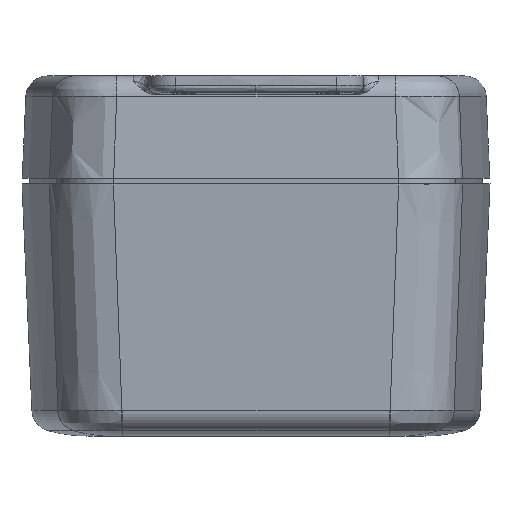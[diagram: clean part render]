
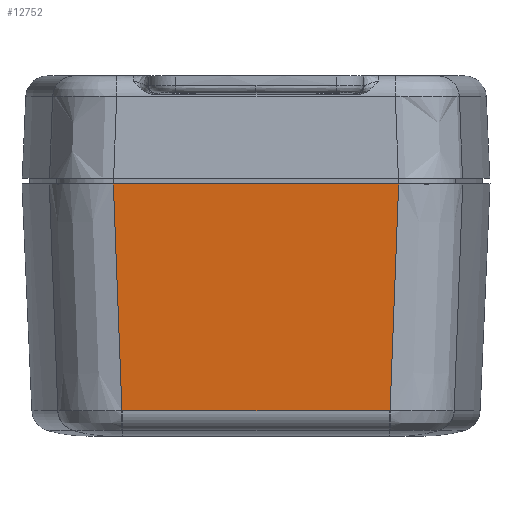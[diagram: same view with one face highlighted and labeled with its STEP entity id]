
A CAD part, left-side view. The second image highlights one B-rep face of the part: STEP entity #12752.
In plain terms, the highlighted face is planar.
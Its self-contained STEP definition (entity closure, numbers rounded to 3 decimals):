
#1007 = CARTESIAN_POINT ( 'NONE',  ( 59.499, 19.376, -23.523 ) ) ;
#1407 = CARTESIAN_POINT ( 'NONE',  ( 58.626, -18.574, -3.519 ) ) ;
#3679 = CARTESIAN_POINT ( 'NONE',  ( 58.626, 18.619, -3.52 ) ) ;
#3846 = VERTEX_POINT ( 'NONE', #27858 ) ;
#3873 = DIRECTION ( 'NONE',  ( 0.044, 0., -0.999 ) ) ;
#3980 = CARTESIAN_POINT ( 'NONE',  ( 60., 27.5, -35. ) ) ;
#4024 = ORIENTED_EDGE ( 'NONE', *, *, #9757, .T. ) ;
#4071 = CARTESIAN_POINT ( 'NONE',  ( 58.626, -18.53, -3.519 ) ) ;
#5340 = LINE ( 'NONE', #34061, #20675 ) ;
#5812 = EDGE_CURVE ( 'NONE', #19409, #28072, #23018, .T. ) ;
#6773 = EDGE_CURVE ( 'NONE', #3846, #12296, #7931, .T. ) ;
#7931 = B_SPLINE_CURVE_WITH_KNOTS ( 'NONE', 3,
 ( #10090, #12761, #11009, #21697, #19165, #29623, #18704 ),
 .UNSPECIFIED., .F., .F.,
 ( 4, 3, 4 ),
 ( 0.004, 0.018, 0.035 ),
 .UNSPECIFIED. ) ;
#8588 = CARTESIAN_POINT ( 'NONE',  ( 58.626, -18.485, -3.519 ) ) ;
#9218 = CARTESIAN_POINT ( 'NONE',  ( 59.248, 19.159, -17.785 ) ) ;
#9757 = EDGE_CURVE ( 'NONE', #28468, #3846, #13943, .T. ) ;
#10090 = CARTESIAN_POINT ( 'NONE',  ( 58.626, -18.619, -3.52 ) ) ;
#11009 = CARTESIAN_POINT ( 'NONE',  ( 59.041, -18.979, -13.03 ) ) ;
#11227 = ORIENTED_EDGE ( 'NONE', *, *, #5812, .T. ) ;
#11334 = EDGE_CURVE ( 'NONE', #12296, #19409, #24870, .T. ) ;
#11541 = EDGE_CURVE ( 'NONE', #19737, #28468, #5340, .T. ) ;
#11558 = VECTOR ( 'NONE', #12136, 1000. ) ;
#11763 = CARTESIAN_POINT ( 'NONE',  ( 60., 19.809, -35. ) ) ;
#12136 = DIRECTION ( 'NONE',  ( 0., 1., 0. ) ) ;
#12296 = VERTEX_POINT ( 'NONE', #27975 ) ;
#12482 = CARTESIAN_POINT ( 'NONE',  ( 59.041, 18.979, -13.03 ) ) ;
#12752 = ADVANCED_FACE ( 'NONE', ( #24484 ), #22196, .T. ) ;
#12761 = CARTESIAN_POINT ( 'NONE',  ( 58.833, -18.799, -8.275 ) ) ;
#13943 = B_SPLINE_CURVE_WITH_KNOTS ( 'NONE', 3,
 ( #25300, #4071, #1407, #30765 ),
 .UNSPECIFIED., .F., .F.,
 ( 4, 4 ),
 ( 0., 0. ),
 .UNSPECIFIED. ) ;
#16684 = ORIENTED_EDGE ( 'NONE', *, *, #11334, .T. ) ;
#17018 = B_SPLINE_CURVE_WITH_KNOTS ( 'NONE', 3,
 ( #28120, #33414, #20209, #27772 ),
 .UNSPECIFIED., .F., .F.,
 ( 4, 4 ),
 ( 0., 0. ),
 .UNSPECIFIED. ) ;
#17828 = DIRECTION ( 'NONE',  ( 0., -1., 0. ) ) ;
#18704 = CARTESIAN_POINT ( 'NONE',  ( 60., -19.809, -35. ) ) ;
#19165 = CARTESIAN_POINT ( 'NONE',  ( 59.499, -19.376, -23.523 ) ) ;
#19409 = VERTEX_POINT ( 'NONE', #28270 ) ;
#19581 = CARTESIAN_POINT ( 'NONE',  ( 58.833, 18.799, -8.275 ) ) ;
#19737 = VERTEX_POINT ( 'NONE', #24300 ) ;
#19768 = DIRECTION ( 'NONE',  ( 0.999, 0., 0.044 ) ) ;
#19860 = EDGE_CURVE ( 'NONE', #28072, #19737, #17018, .T. ) ;
#20209 = CARTESIAN_POINT ( 'NONE',  ( 58.626, 18.53, -3.519 ) ) ;
#20675 = VECTOR ( 'NONE', #17828, 1000. ) ;
#21697 = CARTESIAN_POINT ( 'NONE',  ( 59.248, -19.159, -17.785 ) ) ;
#21721 = EDGE_LOOP ( 'NONE', ( #34275, #4024, #29661, #16684, #11227, #26097 ) ) ;
#22196 = PLANE ( 'NONE',  #30389 ) ;
#23018 = B_SPLINE_CURVE_WITH_KNOTS ( 'NONE', 3,
 ( #11763, #25022, #1007, #9218, #12482, #19581, #3679 ),
 .UNSPECIFIED., .F., .F.,
 ( 4, 3, 4 ),
 ( 0., 0.017, 0.032 ),
 .UNSPECIFIED. ) ;
#24300 = CARTESIAN_POINT ( 'NONE',  ( 58.626, 18.485, -3.519 ) ) ;
#24484 = FACE_OUTER_BOUND ( 'NONE', #21721, .T. ) ;
#24870 = LINE ( 'NONE', #27153, #11558 ) ;
#25022 = CARTESIAN_POINT ( 'NONE',  ( 59.749, 19.592, -29.262 ) ) ;
#25300 = CARTESIAN_POINT ( 'NONE',  ( 58.626, -18.485, -3.519 ) ) ;
#26097 = ORIENTED_EDGE ( 'NONE', *, *, #19860, .T. ) ;
#27153 = CARTESIAN_POINT ( 'NONE',  ( 60., 27.5, -35. ) ) ;
#27772 = CARTESIAN_POINT ( 'NONE',  ( 58.626, 18.485, -3.519 ) ) ;
#27858 = CARTESIAN_POINT ( 'NONE',  ( 58.626, -18.619, -3.52 ) ) ;
#27975 = CARTESIAN_POINT ( 'NONE',  ( 60., -19.809, -35. ) ) ;
#28072 = VERTEX_POINT ( 'NONE', #30906 ) ;
#28120 = CARTESIAN_POINT ( 'NONE',  ( 58.626, 18.619, -3.52 ) ) ;
#28270 = CARTESIAN_POINT ( 'NONE',  ( 60., 19.809, -35. ) ) ;
#28468 = VERTEX_POINT ( 'NONE', #8588 ) ;
#29623 = CARTESIAN_POINT ( 'NONE',  ( 59.749, -19.592, -29.262 ) ) ;
#29661 = ORIENTED_EDGE ( 'NONE', *, *, #6773, .T. ) ;
#30389 = AXIS2_PLACEMENT_3D ( 'NONE', #3980, #19768, #3873 ) ;
#30765 = CARTESIAN_POINT ( 'NONE',  ( 58.626, -18.619, -3.52 ) ) ;
#30906 = CARTESIAN_POINT ( 'NONE',  ( 58.626, 18.619, -3.52 ) ) ;
#33414 = CARTESIAN_POINT ( 'NONE',  ( 58.626, 18.574, -3.519 ) ) ;
#34061 = CARTESIAN_POINT ( 'NONE',  ( 58.626, 27.5, -3.519 ) ) ;
#34275 = ORIENTED_EDGE ( 'NONE', *, *, #11541, .T. ) ;
